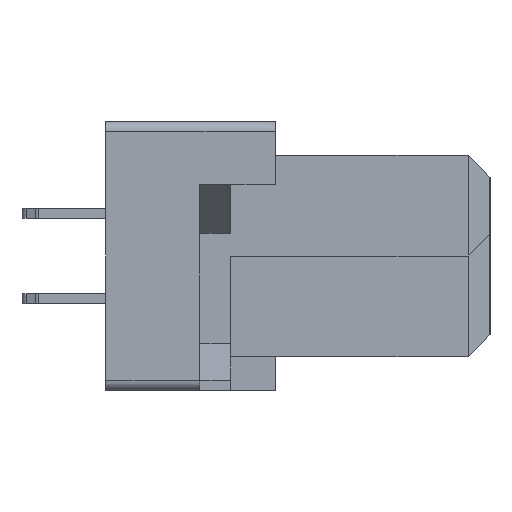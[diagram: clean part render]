
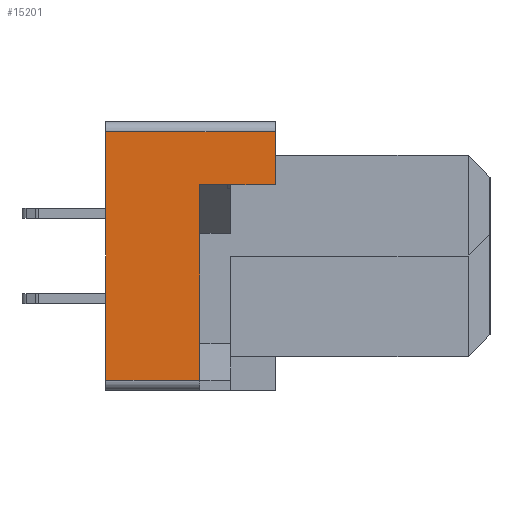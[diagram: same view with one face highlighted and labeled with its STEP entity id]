
A CAD part, left-side view. The second image highlights one B-rep face of the part: STEP entity #15201.
In plain terms, the highlighted planar face has unit normal (-1, 0, 0).
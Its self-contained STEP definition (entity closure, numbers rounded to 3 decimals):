
#15 = ORIENTED_EDGE ( 'NONE', *, *, #28613, .T. ) ;
#902 = CARTESIAN_POINT ( 'NONE',  ( -47.425, 6.4, 3.7 ) ) ;
#1484 = AXIS2_PLACEMENT_3D ( 'NONE', #25108, #28677, #7459 ) ;
#2384 = EDGE_CURVE ( 'NONE', #8185, #12581, #35383, .T. ) ;
#2661 = FACE_OUTER_BOUND ( 'NONE', #24713, .T. ) ;
#2891 = EDGE_CURVE ( 'NONE', #5902, #5129, #5538, .T. ) ;
#3537 = ORIENTED_EDGE ( 'NONE', *, *, #22970, .T. ) ;
#3647 = VECTOR ( 'NONE', #15539, 1000. ) ;
#4018 = CARTESIAN_POINT ( 'NONE',  ( -47.425, 6.4, 2.12 ) ) ;
#5129 = VERTEX_POINT ( 'NONE', #4018 ) ;
#5381 = VERTEX_POINT ( 'NONE', #16279 ) ;
#5538 = LINE ( 'NONE', #19728, #33759 ) ;
#5902 = VERTEX_POINT ( 'NONE', #902 ) ;
#6705 = ORIENTED_EDGE ( 'NONE', *, *, #2891, .F. ) ;
#7459 = DIRECTION ( 'NONE',  ( 0., 0., -1. ) ) ;
#8185 = VERTEX_POINT ( 'NONE', #13981 ) ;
#9253 = VECTOR ( 'NONE', #25235, 1000. ) ;
#9257 = VERTEX_POINT ( 'NONE', #30455 ) ;
#10232 = CARTESIAN_POINT ( 'NONE',  ( -47.425, 11.45, 3.7 ) ) ;
#12581 = VERTEX_POINT ( 'NONE', #32846 ) ;
#12861 = DIRECTION ( 'NONE',  ( 0., -1., 0. ) ) ;
#13887 = LINE ( 'NONE', #10232, #42113 ) ;
#13981 = CARTESIAN_POINT ( 'NONE',  ( -47.425, 11.45, -3.7 ) ) ;
#14200 = LINE ( 'NONE', #36693, #3647 ) ;
#14748 = ORIENTED_EDGE ( 'NONE', *, *, #30716, .F. ) ;
#15201 = ADVANCED_FACE ( 'NONE', ( #2661 ), #21610, .F. ) ;
#15539 = DIRECTION ( 'NONE',  ( 0., 0., 1. ) ) ;
#16279 = CARTESIAN_POINT ( 'NONE',  ( -47.425, 8.65, 2.12 ) ) ;
#19728 = CARTESIAN_POINT ( 'NONE',  ( -47.425, 6.4, 4. ) ) ;
#21610 = PLANE ( 'NONE',  #1484 ) ;
#21748 = CARTESIAN_POINT ( 'NONE',  ( -47.425, 0., 2.12 ) ) ;
#21985 = LINE ( 'NONE', #21748, #9253 ) ;
#22465 = LINE ( 'NONE', #26131, #40163 ) ;
#22970 = EDGE_CURVE ( 'NONE', #12581, #5381, #14200, .T. ) ;
#23504 = EDGE_CURVE ( 'NONE', #8185, #9257, #22465, .T. ) ;
#23513 = CARTESIAN_POINT ( 'NONE',  ( -47.425, 8.65, -3.7 ) ) ;
#24713 = EDGE_LOOP ( 'NONE', ( #6705, #15, #42632, #35639, #3537, #14748 ) ) ;
#25108 = CARTESIAN_POINT ( 'NONE',  ( -47.425, 11.45, -4. ) ) ;
#25235 = DIRECTION ( 'NONE',  ( 0., 1., 0. ) ) ;
#26131 = CARTESIAN_POINT ( 'NONE',  ( -47.425, 11.45, -4. ) ) ;
#28613 = EDGE_CURVE ( 'NONE', #5902, #9257, #13887, .T. ) ;
#28677 = DIRECTION ( 'NONE',  ( 1., 0., 0. ) ) ;
#30455 = CARTESIAN_POINT ( 'NONE',  ( -47.425, 11.45, 3.7 ) ) ;
#30716 = EDGE_CURVE ( 'NONE', #5129, #5381, #21985, .T. ) ;
#31394 = DIRECTION ( 'NONE',  ( 0., 1., 0. ) ) ;
#32846 = CARTESIAN_POINT ( 'NONE',  ( -47.425, 8.65, -3.7 ) ) ;
#33759 = VECTOR ( 'NONE', #40971, 1000. ) ;
#35383 = LINE ( 'NONE', #23513, #43757 ) ;
#35639 = ORIENTED_EDGE ( 'NONE', *, *, #2384, .T. ) ;
#36693 = CARTESIAN_POINT ( 'NONE',  ( -47.425, 8.65, 2.12 ) ) ;
#40163 = VECTOR ( 'NONE', #40390, 1000. ) ;
#40390 = DIRECTION ( 'NONE',  ( 0., 0., 1. ) ) ;
#40971 = DIRECTION ( 'NONE',  ( 0., 0., -1. ) ) ;
#42113 = VECTOR ( 'NONE', #31394, 1000. ) ;
#42632 = ORIENTED_EDGE ( 'NONE', *, *, #23504, .F. ) ;
#43757 = VECTOR ( 'NONE', #12861, 1000. ) ;
